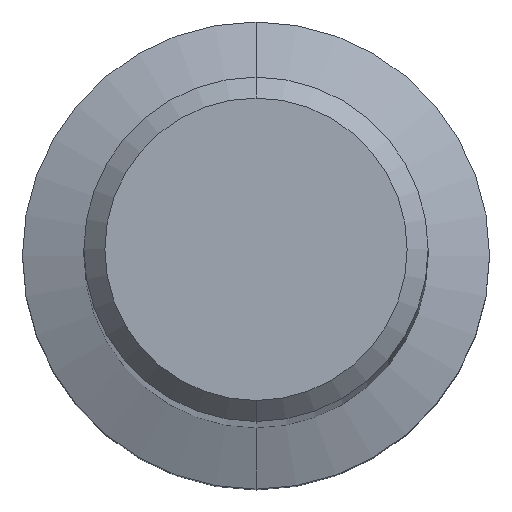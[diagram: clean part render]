
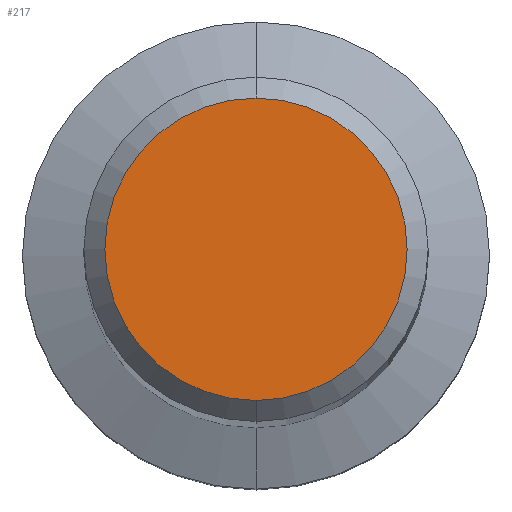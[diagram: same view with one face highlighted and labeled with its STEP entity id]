
A CAD part, top view. The second image highlights one B-rep face of the part: STEP entity #217.
In plain terms, the highlighted planar face has unit normal (0, 0, 1).
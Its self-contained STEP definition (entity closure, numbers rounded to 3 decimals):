
#141=EDGE_CURVE('',#231,#287,#344,.T.);
#175=EDGE_CURVE('',#287,#231,#379,.T.);
#217=ADVANCED_FACE('',(#430),#431,.T.);
#231=VERTEX_POINT('',#449);
#287=VERTEX_POINT('',#508);
#344=CIRCLE('',#564,3.6);
#379=CIRCLE('',#607,3.6);
#430=FACE_OUTER_BOUND('',#669,.T.);
#431=PLANE('',#670);
#449=CARTESIAN_POINT('',(0.0,3.6,0.0));
#508=CARTESIAN_POINT('',(0.,-3.6,0.0));
#564=AXIS2_PLACEMENT_3D('',#838,#839,#840);
#607=AXIS2_PLACEMENT_3D('',#864,#865,#866);
#669=EDGE_LOOP('',(#950,#951));
#670=AXIS2_PLACEMENT_3D('',#952,#953,#954);
#838=CARTESIAN_POINT('',(0.0,0.0,0.0));
#839=DIRECTION('',(0.0,0.0,-1.0));
#840=DIRECTION('',(0.0,1.0,0.0));
#864=CARTESIAN_POINT('',(0.0,0.0,0.0));
#865=DIRECTION('',(0.0,0.0,-1.0));
#866=DIRECTION('',(0.0,1.0,0.0));
#950=ORIENTED_EDGE('',*,*,#141,.F.);
#951=ORIENTED_EDGE('',*,*,#175,.F.);
#952=CARTESIAN_POINT('',(0.0,1.8,0.0));
#953=DIRECTION('',(-0.0,0.0,1.0));
#954=DIRECTION('',(0.0,-1.0,0.0));
